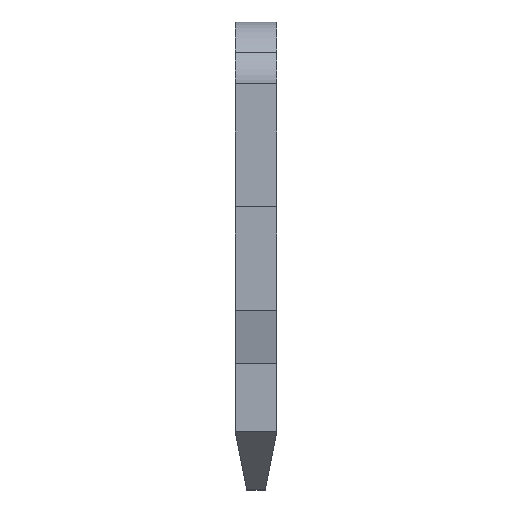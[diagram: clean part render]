
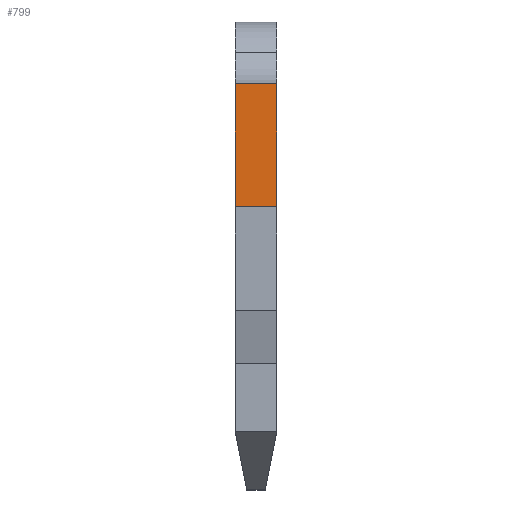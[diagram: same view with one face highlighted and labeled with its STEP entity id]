
A CAD part, top view. The second image highlights one B-rep face of the part: STEP entity #799.
In plain terms, the highlighted planar face has unit normal (0, 0, 1).
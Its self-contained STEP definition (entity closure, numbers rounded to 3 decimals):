
#17 = EDGE_CURVE ( 'NONE', #896, #335, #118, .T. ) ;
#23 = CARTESIAN_POINT ( 'NONE',  ( -0.18, 1.49, 1.75 ) ) ;
#46 = VECTOR ( 'NONE', #672, 1000. ) ;
#66 = ORIENTED_EDGE ( 'NONE', *, *, #245, .T. ) ;
#74 = ORIENTED_EDGE ( 'NONE', *, *, #17, .F. ) ;
#81 = DIRECTION ( 'NONE',  ( 0., 0., 1. ) ) ;
#85 = PLANE ( 'NONE',  #322 ) ;
#93 = VERTEX_POINT ( 'NONE', #399 ) ;
#118 = LINE ( 'NONE', #408, #46 ) ;
#134 = VECTOR ( 'NONE', #378, 1000. ) ;
#165 = CARTESIAN_POINT ( 'NONE',  ( -0.18, 0.425, 1.75 ) ) ;
#170 = CARTESIAN_POINT ( 'NONE',  ( -0.18, 0.425, 1.75 ) ) ;
#171 = LINE ( 'NONE', #453, #607 ) ;
#186 = EDGE_LOOP ( 'NONE', ( #547, #66, #198, #74 ) ) ;
#198 = ORIENTED_EDGE ( 'NONE', *, *, #211, .F. ) ;
#211 = EDGE_CURVE ( 'NONE', #335, #356, #515, .T. ) ;
#245 = EDGE_CURVE ( 'NONE', #93, #356, #171, .T. ) ;
#322 = AXIS2_PLACEMENT_3D ( 'NONE', #424, #81, #628 ) ;
#335 = VERTEX_POINT ( 'NONE', #776 ) ;
#356 = VERTEX_POINT ( 'NONE', #165 ) ;
#378 = DIRECTION ( 'NONE',  ( -1., 0., 0. ) ) ;
#399 = CARTESIAN_POINT ( 'NONE',  ( -0.18, 1.49, 1.75 ) ) ;
#408 = CARTESIAN_POINT ( 'NONE',  ( 0.18, 0., 1.75 ) ) ;
#424 = CARTESIAN_POINT ( 'NONE',  ( -0.18, 1.49, 1.75 ) ) ;
#440 = LINE ( 'NONE', #23, #501 ) ;
#448 = DIRECTION ( 'NONE',  ( 0., -1., 0. ) ) ;
#453 = CARTESIAN_POINT ( 'NONE',  ( -0.18, 0., 1.75 ) ) ;
#501 = VECTOR ( 'NONE', #720, 1000. ) ;
#515 = LINE ( 'NONE', #170, #134 ) ;
#547 = ORIENTED_EDGE ( 'NONE', *, *, #847, .T. ) ;
#607 = VECTOR ( 'NONE', #448, 1000. ) ;
#628 = DIRECTION ( 'NONE',  ( 1., 0., 0. ) ) ;
#672 = DIRECTION ( 'NONE',  ( 0., -1., 0. ) ) ;
#720 = DIRECTION ( 'NONE',  ( -1., 0., 0. ) ) ;
#776 = CARTESIAN_POINT ( 'NONE',  ( 0.18, 0.425, 1.75 ) ) ;
#799 = ADVANCED_FACE ( 'NONE', ( #842 ), #85, .T. ) ;
#842 = FACE_OUTER_BOUND ( 'NONE', #186, .T. ) ;
#847 = EDGE_CURVE ( 'NONE', #896, #93, #440, .T. ) ;
#856 = CARTESIAN_POINT ( 'NONE',  ( 0.18, 1.49, 1.75 ) ) ;
#896 = VERTEX_POINT ( 'NONE', #856 ) ;
